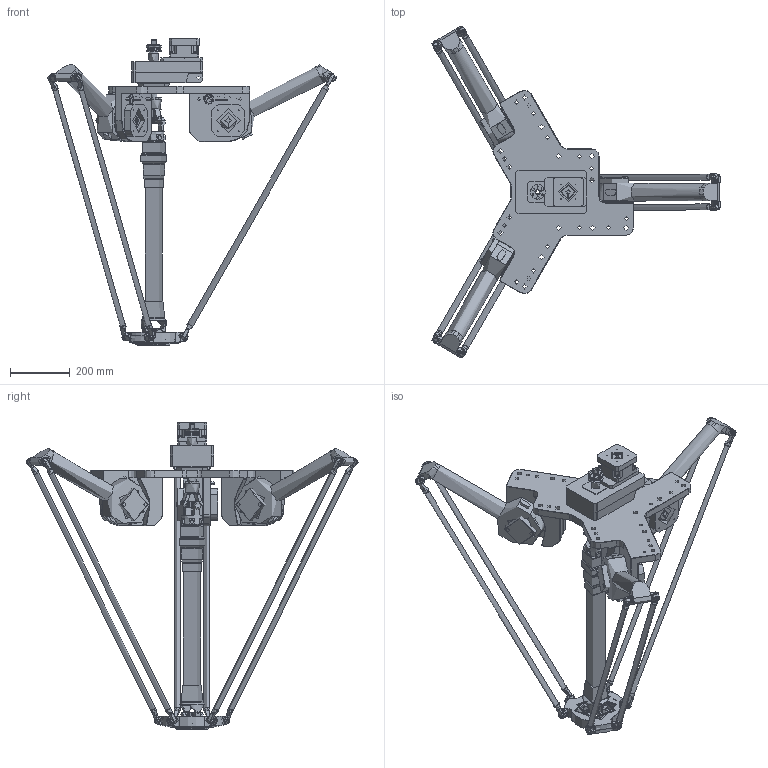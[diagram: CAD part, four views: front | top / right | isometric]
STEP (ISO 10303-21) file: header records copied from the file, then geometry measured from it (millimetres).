
FILE_DESCRIPTION(/* description */ (''),/* implementation_level */ '2;1');
FILE_NAME(/* name */ '3D-model_A_00850.stp',/* time_stamp */ '2022-03-02T10:10:15+01:00',/* author */ ('michael.schutter'),/* organization */ ('Majatronic'),/* preprocessor_version */ 'ST-DEVELOPER v16.5',/* originating_system */ 'Autodesk Inventor 2017',/* authorisation */ '');
FILE_SCHEMA (('AUTOMOTIVE_DESIGN { 1 0 10303 214 3 1 1 }'));
Length unit declared in the file: millimetre
Products named in the file (15): MT_BGR00021261MT_BGR; MT_BGR00021259MT_BGR; MT_WST00067062MT_WST; MT_WST00067065MT_WST; MT_WST00057340MT_WST; MT_WST00067068MT_WST; MT_WST00067067MT_WST; MT_WST00054992MT_WST; MT_WST00045206MT_WST; MT_WST00054951MT_WST; MT_WST00063871MT_WST; MT_WST00067066MT_WST; MT_WST00057440MT_WST; MT_WST00057438MT_WST; MT_WST00106842
Assembly tree (28 placements, depth 3):
  MT_BGR00021261MT_BGR
    MT_BGR00021259MT_BGR
      MT_WST00067062MT_WST
      MT_WST00067065MT_WST  x3
      MT_WST00057340MT_WST
    MT_WST00067068MT_WST  x2
    MT_WST00067067MT_WST
    MT_WST00045206MT_WST  x6
    MT_WST00054992MT_WST  x6
    MT_WST00054951MT_WST
    MT_WST00063871MT_WST
    MT_WST00067066MT_WST
    MT_WST00106842  x2
    MT_WST00057440MT_WST
    MT_WST00057438MT_WST
Bounding box: 965.85 x 1112.18 x 1025.5 mm (x, y, z)
Volume: 21986118.4 mm3
Topology: 32 solids, 77 shells, 3558 faces, 8481 edges, 5356 vertices
Faces by surface type: plane 1862, cylinder 1057, cone 486, bspline 87, torus 62, sphere 4
Full cylindrical faces by diameter (mm): 3 x2, 3.24 x4, 3.459 x60, 4 x49, 4.917 x14, 5 x15, 6 x11, 6.647 x6, 6.8 x4, 7 x10, 8 x37, 8.5 x1, 9 x1, 9.6 x2, 9.8 x1, 10 x10, 11 x4, 12 x25, 13 x4, 13.835 x13, 14 x7, 16 x12, 17.5 x14, 18 x32, 19 x3, 20 x30, 23 x1, 24 x4, 26 x3, 26.376 x1
Entity records: 76964 total; most frequent: CARTESIAN_POINT 20944, DIRECTION 11438, ORIENTED_EDGE 10482, EDGE_CURVE 5241, AXIS2_PLACEMENT_3D 4151, VERTEX_POINT 3560, EDGE_LOOP 3177, LINE 3136
